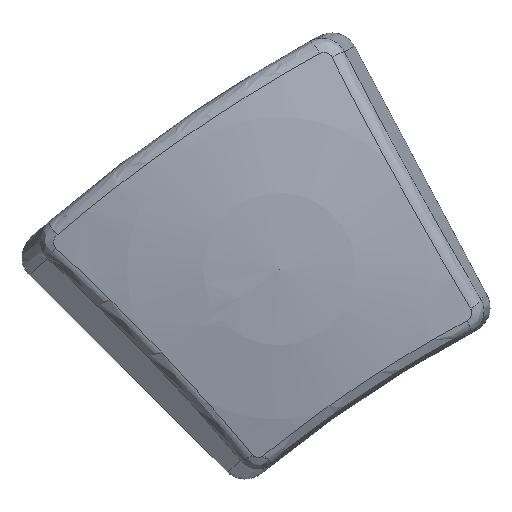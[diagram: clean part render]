
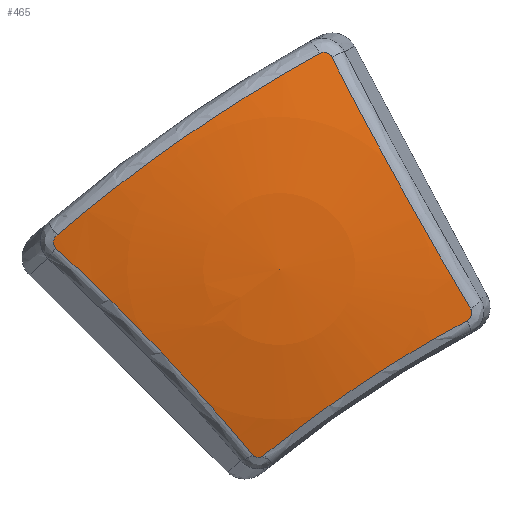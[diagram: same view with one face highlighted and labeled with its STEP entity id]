
A CAD part, top view. The second image highlights one B-rep face of the part: STEP entity #465.
In plain terms, the highlighted spherical face has radius 52.011 mm.
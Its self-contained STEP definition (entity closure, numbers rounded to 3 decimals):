
#319=CARTESIAN_POINT('',(169.29,-92.316,-44.056));
#320=DIRECTION('',(0.061,-0.085,0.995));
#321=DIRECTION('',(-0.809,-0.588,0.));
#322=AXIS2_PLACEMENT_3D('',#319,#320,#321);
#323=SPHERICAL_SURFACE('',#322,52.011);
#324=CARTESIAN_POINT('',(172.487,-96.714,7.67));
#325=VERTEX_POINT('',#324);
#326=CARTESIAN_POINT('',(165.535,-101.677,6.968));
#327=VERTEX_POINT('',#326);
#328=CARTESIAN_POINT('',(169.29,-92.316,-44.056));
#329=DIRECTION('',(0.585,-0.804,-0.105));
#330=DIRECTION('',(-0.809,-0.588,0.));
#331=AXIS2_PLACEMENT_3D('',#328,#329,#330);
#332=CIRCLE('',#331,52.011);
#333=EDGE_CURVE('',#325,#327,#332,.T.);
#334=ORIENTED_EDGE('',*,*,#333,.T.);
#335=CARTESIAN_POINT('',(170.88,-107.69,5.605));
#336=VERTEX_POINT('',#335);
#337=CARTESIAN_POINT('',(151.947,-109.76,-35.104));
#338=DIRECTION('',(0.663,0.666,-0.342));
#339=DIRECTION('',(-0.709,0.705,0.));
#340=AXIS2_PLACEMENT_3D('',#337,#338,#339);
#341=CIRCLE('',#340,44.944);
#342=EDGE_CURVE('',#327,#336,#341,.T.);
#343=ORIENTED_EDGE('',*,*,#342,.T.);
#344=CARTESIAN_POINT('',(171.566,-107.715,5.571));
#345=VERTEX_POINT('',#344);
#346=CARTESIAN_POINT('',(170.88,-107.69,5.605));
#347=CARTESIAN_POINT('',(170.921,-107.739,5.589));
#348=CARTESIAN_POINT('',(170.971,-107.778,5.575));
#349=CARTESIAN_POINT('',(171.029,-107.804,5.565));
#350=CARTESIAN_POINT('',(171.087,-107.831,5.554));
#351=CARTESIAN_POINT('',(171.15,-107.845,5.548));
#352=CARTESIAN_POINT('',(171.214,-107.845,5.545));
#353=CARTESIAN_POINT('',(171.343,-107.846,5.54));
#354=CARTESIAN_POINT('',(171.467,-107.795,5.55));
#355=CARTESIAN_POINT('',(171.566,-107.715,5.571));
#356=B_SPLINE_CURVE_WITH_KNOTS('',3,(#346,#347,#348,#349,#350,#351,#352,#353,#354,#355),.UNSPECIFIED.,.F.,.F.,(4,3,3,4),(0.,0.,0.,0.001),.UNSPECIFIED.);
#357=EDGE_CURVE('',#336,#345,#356,.T.);
#358=ORIENTED_EDGE('',*,*,#357,.T.);
#359=CARTESIAN_POINT('',(183.601,-99.752,5.391));
#360=VERTEX_POINT('',#359);
#361=CARTESIAN_POINT('',(171.566,-107.715,5.571));
#362=CARTESIAN_POINT('',(173.452,-106.198,5.955));
#363=CARTESIAN_POINT('',(175.399,-104.777,6.127));
#364=CARTESIAN_POINT('',(177.405,-103.45,6.097));
#365=CARTESIAN_POINT('',(179.411,-102.123,6.067));
#366=CARTESIAN_POINT('',(181.476,-100.89,5.835));
#367=CARTESIAN_POINT('',(183.601,-99.752,5.391));
#368=B_SPLINE_CURVE_WITH_KNOTS('',3,(#361,#362,#363,#364,#365,#366,#367),.UNSPECIFIED.,.F.,.F.,(4,3,4),(0.,0.007,0.014),.UNSPECIFIED.);
#369=EDGE_CURVE('',#345,#360,#368,.T.);
#370=ORIENTED_EDGE('',*,*,#369,.T.);
#371=CARTESIAN_POINT('',(183.811,-99.062,5.429));
#372=VERTEX_POINT('',#371);
#373=CARTESIAN_POINT('',(183.601,-99.752,5.391));
#374=CARTESIAN_POINT('',(183.66,-99.72,5.379));
#375=CARTESIAN_POINT('',(183.714,-99.677,5.37));
#376=CARTESIAN_POINT('',(183.758,-99.626,5.365));
#377=CARTESIAN_POINT('',(183.802,-99.574,5.359));
#378=CARTESIAN_POINT('',(183.836,-99.514,5.358));
#379=CARTESIAN_POINT('',(183.856,-99.449,5.361));
#380=CARTESIAN_POINT('',(183.876,-99.385,5.365));
#381=CARTESIAN_POINT('',(183.883,-99.316,5.373));
#382=CARTESIAN_POINT('',(183.875,-99.249,5.384));
#383=CARTESIAN_POINT('',(183.867,-99.183,5.396));
#384=CARTESIAN_POINT('',(183.845,-99.119,5.411));
#385=CARTESIAN_POINT('',(183.811,-99.062,5.429));
#386=B_SPLINE_CURVE_WITH_KNOTS('',3,(#373,#374,#375,#376,#377,#378,#379,#380,#381,#382,#383,#384,#385),.UNSPECIFIED.,.F.,.F.,(4,3,3,3,4),(0.,0.,0.,0.001,0.001),.UNSPECIFIED.);
#387=EDGE_CURVE('',#360,#372,#386,.T.);
#388=ORIENTED_EDGE('',*,*,#387,.T.);
#389=CARTESIAN_POINT('',(175.576,-84.134,6.921));
#390=VERTEX_POINT('',#389);
#391=CARTESIAN_POINT('',(185.029,-83.948,-40.913));
#392=DIRECTION('',(-0.87,-0.462,-0.174));
#393=DIRECTION('',(0.469,-0.883,-0.));
#394=AXIS2_PLACEMENT_3D('',#391,#392,#393);
#395=CIRCLE('',#394,48.76);
#396=EDGE_CURVE('',#372,#390,#395,.T.);
#397=ORIENTED_EDGE('',*,*,#396,.T.);
#398=CARTESIAN_POINT('',(174.865,-83.935,6.972));
#399=VERTEX_POINT('',#398);
#400=CARTESIAN_POINT('',(175.576,-84.134,6.921));
#401=CARTESIAN_POINT('',(175.544,-84.072,6.915));
#402=CARTESIAN_POINT('',(175.499,-84.018,6.912));
#403=CARTESIAN_POINT('',(175.445,-83.975,6.911));
#404=CARTESIAN_POINT('',(175.392,-83.932,6.911));
#405=CARTESIAN_POINT('',(175.328,-83.901,6.913));
#406=CARTESIAN_POINT('',(175.262,-83.884,6.918));
#407=CARTESIAN_POINT('',(175.195,-83.866,6.923));
#408=CARTESIAN_POINT('',(175.126,-83.862,6.93));
#409=CARTESIAN_POINT('',(175.058,-83.871,6.94));
#410=CARTESIAN_POINT('',(174.99,-83.881,6.949));
#411=CARTESIAN_POINT('',(174.925,-83.902,6.96));
#412=CARTESIAN_POINT('',(174.865,-83.935,6.972));
#413=B_SPLINE_CURVE_WITH_KNOTS('',3,(#400,#401,#402,#403,#404,#405,#406,#407,#408,#409,#410,#411,#412),.UNSPECIFIED.,.F.,.F.,(4,3,3,3,4),(0.,0.,0.,0.001,0.001),.UNSPECIFIED.);
#414=EDGE_CURVE('',#390,#399,#413,.T.);
#415=ORIENTED_EDGE('',*,*,#414,.T.);
#416=CARTESIAN_POINT('',(159.311,-94.68,6.934));
#417=VERTEX_POINT('',#416);
#418=CARTESIAN_POINT('',(174.865,-83.935,6.972));
#419=CARTESIAN_POINT('',(174.175,-84.316,7.109));
#420=CARTESIAN_POINT('',(173.489,-84.706,7.23));
#421=CARTESIAN_POINT('',(172.805,-85.107,7.333));
#422=CARTESIAN_POINT('',(172.121,-85.507,7.436));
#423=CARTESIAN_POINT('',(171.44,-85.917,7.521));
#424=CARTESIAN_POINT('',(170.766,-86.334,7.589));
#425=CARTESIAN_POINT('',(169.419,-87.169,7.724));
#426=CARTESIAN_POINT('',(168.097,-88.035,7.789));
#427=CARTESIAN_POINT('',(166.8,-88.931,7.785));
#428=CARTESIAN_POINT('',(165.503,-89.828,7.781));
#429=CARTESIAN_POINT('',(164.23,-90.756,7.709));
#430=CARTESIAN_POINT('',(162.982,-91.714,7.567));
#431=CARTESIAN_POINT('',(161.734,-92.672,7.426));
#432=CARTESIAN_POINT('',(160.51,-93.661,7.216));
#433=CARTESIAN_POINT('',(159.311,-94.68,6.934));
#434=B_SPLINE_CURVE_WITH_KNOTS('',3,(#418,#419,#420,#421,#422,#423,#424,#425,#426,#427,#428,#429,#430,#431,#432,#433),.UNSPECIFIED.,.F.,.F.,(4,3,3,3,3,4),(0.,0.002,0.005,0.009,0.014,0.019),.UNSPECIFIED.);
#435=EDGE_CURVE('',#399,#417,#434,.T.);
#436=ORIENTED_EDGE('',*,*,#435,.T.);
#437=CARTESIAN_POINT('',(159.239,-95.463,6.877));
#438=VERTEX_POINT('',#437);
#439=CARTESIAN_POINT('',(159.311,-94.68,6.934));
#440=CARTESIAN_POINT('',(159.199,-94.776,6.907));
#441=CARTESIAN_POINT('',(159.118,-94.91,6.885));
#442=CARTESIAN_POINT('',(159.099,-95.058,6.873));
#443=CARTESIAN_POINT('',(159.089,-95.132,6.867));
#444=CARTESIAN_POINT('',(159.095,-95.208,6.864));
#445=CARTESIAN_POINT('',(159.119,-95.278,6.864));
#446=CARTESIAN_POINT('',(159.131,-95.313,6.865));
#447=CARTESIAN_POINT('',(159.148,-95.347,6.866));
#448=CARTESIAN_POINT('',(159.168,-95.378,6.868));
#449=CARTESIAN_POINT('',(159.188,-95.41,6.87));
#450=CARTESIAN_POINT('',(159.212,-95.438,6.873));
#451=CARTESIAN_POINT('',(159.239,-95.463,6.877));
#452=B_SPLINE_CURVE_WITH_KNOTS('',3,(#439,#440,#441,#442,#443,#444,#445,#446,#447,#448,#449,#450,#451),.UNSPECIFIED.,.F.,.F.,(4,3,3,3,4),(0.,0.,0.001,0.001,0.001),.UNSPECIFIED.);
#453=EDGE_CURVE('',#417,#438,#452,.T.);
#454=ORIENTED_EDGE('',*,*,#453,.T.);
#455=CARTESIAN_POINT('',(151.947,-109.76,-35.104));
#456=DIRECTION('',(0.663,0.666,-0.342));
#457=DIRECTION('',(-0.709,0.705,0.));
#458=AXIS2_PLACEMENT_3D('',#455,#456,#457);
#459=CIRCLE('',#458,44.944);
#460=EDGE_CURVE('',#438,#327,#459,.T.);
#461=ORIENTED_EDGE('',*,*,#460,.T.);
#462=ORIENTED_EDGE('',*,*,#333,.F.);
#463=EDGE_LOOP('',(#334,#343,#358,#370,#388,#397,#415,#436,#454,#461,#462));
#464=FACE_BOUND('',#463,.T.);
#465=ADVANCED_FACE('',(#464),#323,.T.);
